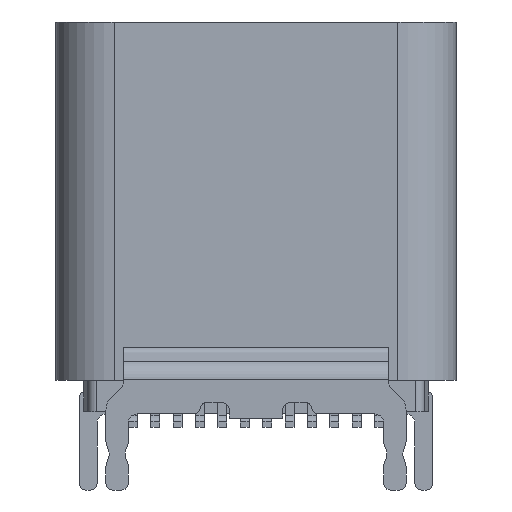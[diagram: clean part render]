
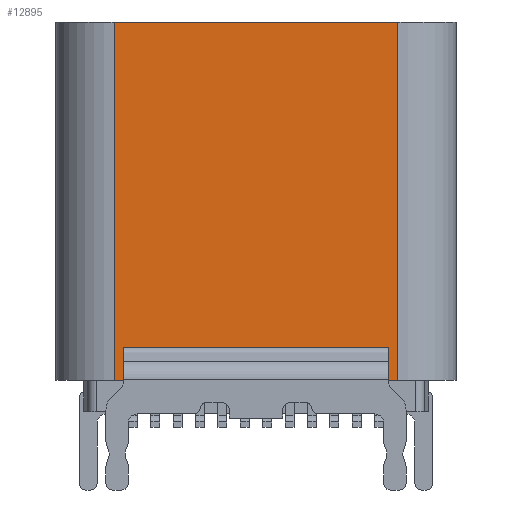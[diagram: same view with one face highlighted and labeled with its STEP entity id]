
A CAD part, front view. The second image highlights one B-rep face of the part: STEP entity #12895.
In plain terms, the highlighted planar face has unit normal (0, -1, 0).
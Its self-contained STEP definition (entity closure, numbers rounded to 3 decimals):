
#475=FACE_BOUND('',#2055,.T.);
#867=CIRCLE('',#13711,0.15);
#868=CIRCLE('',#13712,0.15);
#1339=FACE_OUTER_BOUND('',#2054,.T.);
#2054=EDGE_LOOP('',(#9179,#9180,#9181,#9182,#9183,#9184,#9185,#9186));
#2055=EDGE_LOOP('',(#9187,#9188,#9189,#9190,#9191,#9192));
#2733=LINE('',#18617,#4110);
#2833=LINE('',#18856,#4210);
#2837=LINE('',#18864,#4214);
#2945=LINE('',#19220,#4322);
#2946=LINE('',#19223,#4323);
#2947=LINE('',#19225,#4324);
#2948=LINE('',#19226,#4325);
#2949=LINE('',#19227,#4326);
#2950=LINE('',#19230,#4327);
#2951=LINE('',#19234,#4328);
#2952=LINE('',#19236,#4329);
#2953=LINE('',#19238,#4330);
#4110=VECTOR('',#14833,6.34);
#4210=VECTOR('',#14999,0.22);
#4214=VECTOR('',#15003,0.22);
#4322=VECTOR('',#15349,8.);
#4323=VECTOR('',#15352,0.308);
#4324=VECTOR('',#15353,5.9);
#4325=VECTOR('',#15354,0.308);
#4326=VECTOR('',#15355,8.);
#4327=VECTOR('',#15356,5.912);
#4328=VECTOR('',#15359,0.387);
#4329=VECTOR('',#15360,5.9);
#4330=VECTOR('',#15361,0.387);
#5496=VERTEX_POINT('',#18614);
#5497=VERTEX_POINT('',#18616);
#5602=VERTEX_POINT('',#18853);
#5603=VERTEX_POINT('',#18855);
#5606=VERTEX_POINT('',#18861);
#5607=VERTEX_POINT('',#18863);
#5717=VERTEX_POINT('',#19222);
#5718=VERTEX_POINT('',#19224);
#5719=VERTEX_POINT('',#19228);
#5720=VERTEX_POINT('',#19229);
#5721=VERTEX_POINT('',#19231);
#5722=VERTEX_POINT('',#19233);
#5723=VERTEX_POINT('',#19235);
#5724=VERTEX_POINT('',#19237);
#6750=EDGE_CURVE('',#5496,#5497,#2733,.T.);
#6869=EDGE_CURVE('',#5603,#5602,#2833,.T.);
#6873=EDGE_CURVE('',#5607,#5606,#2837,.T.);
#7044=EDGE_CURVE('',#5497,#5602,#2945,.T.);
#7045=EDGE_CURVE('',#5606,#5717,#2946,.T.);
#7046=EDGE_CURVE('',#5718,#5717,#2947,.T.);
#7047=EDGE_CURVE('',#5718,#5603,#2948,.T.);
#7048=EDGE_CURVE('',#5607,#5496,#2949,.T.);
#7049=EDGE_CURVE('',#5719,#5720,#2950,.T.);
#7050=EDGE_CURVE('',#5719,#5721,#867,.T.);
#7051=EDGE_CURVE('',#5721,#5722,#2951,.T.);
#7052=EDGE_CURVE('',#5722,#5723,#2952,.T.);
#7053=EDGE_CURVE('',#5723,#5724,#2953,.T.);
#7054=EDGE_CURVE('',#5724,#5720,#868,.T.);
#9179=ORIENTED_EDGE('',*,*,#6873,.T.);
#9180=ORIENTED_EDGE('',*,*,#7045,.T.);
#9181=ORIENTED_EDGE('',*,*,#7046,.F.);
#9182=ORIENTED_EDGE('',*,*,#7047,.T.);
#9183=ORIENTED_EDGE('',*,*,#6869,.T.);
#9184=ORIENTED_EDGE('',*,*,#7044,.F.);
#9185=ORIENTED_EDGE('',*,*,#6750,.F.);
#9186=ORIENTED_EDGE('',*,*,#7048,.F.);
#9187=ORIENTED_EDGE('',*,*,#7049,.F.);
#9188=ORIENTED_EDGE('',*,*,#7050,.T.);
#9189=ORIENTED_EDGE('',*,*,#7051,.T.);
#9190=ORIENTED_EDGE('',*,*,#7052,.T.);
#9191=ORIENTED_EDGE('',*,*,#7053,.T.);
#9192=ORIENTED_EDGE('',*,*,#7054,.T.);
#12442=PLANE('',#13710);
#12895=ADVANCED_FACE('',(#1339,#475),#12442,.F.);
#13710=AXIS2_PLACEMENT_3D('',#19221,#15350,#15351);
#13711=AXIS2_PLACEMENT_3D('',#19232,#15357,#15358);
#13712=AXIS2_PLACEMENT_3D('',#19239,#15362,#15363);
#14833=DIRECTION('',(1.,0.,0.));
#14999=DIRECTION('',(1.,0.,0.));
#15003=DIRECTION('',(1.,0.,0.));
#15349=DIRECTION('',(0.,0.,-1.));
#15350=DIRECTION('center_axis',(0.,1.,0.));
#15351=DIRECTION('ref_axis',(1.,0.,0.));
#15352=DIRECTION('',(0.,0.,1.));
#15353=DIRECTION('',(-1.,0.,0.));
#15354=DIRECTION('',(0.,0.,-1.));
#15355=DIRECTION('',(0.,0.,1.));
#15356=DIRECTION('',(-1.,0.,0.));
#15357=DIRECTION('center_axis',(0.,-1.,0.));
#15358=DIRECTION('ref_axis',(-0.96,0.,0.28));
#15359=DIRECTION('',(0.,0.,-1.));
#15360=DIRECTION('',(-1.,0.,0.));
#15361=DIRECTION('',(0.,0.,1.));
#15362=DIRECTION('center_axis',(0.,-1.,0.));
#15363=DIRECTION('ref_axis',(1.,0.,0.));
#18614=CARTESIAN_POINT('',(-3.17,-1.58,9.05));
#18616=CARTESIAN_POINT('',(3.17,-1.58,9.05));
#18617=CARTESIAN_POINT('',(-3.17,-1.58,9.05));
#18853=CARTESIAN_POINT('',(3.17,-1.58,1.05));
#18855=CARTESIAN_POINT('',(2.95,-1.58,1.05));
#18856=CARTESIAN_POINT('',(2.95,-1.58,1.05));
#18861=CARTESIAN_POINT('',(-2.95,-1.58,1.05));
#18863=CARTESIAN_POINT('',(-3.17,-1.58,1.05));
#18864=CARTESIAN_POINT('',(-3.17,-1.58,1.05));
#19220=CARTESIAN_POINT('',(3.17,-1.58,9.05));
#19221=CARTESIAN_POINT('Origin',(-3.17,-1.58,1.4));
#19222=CARTESIAN_POINT('',(-2.95,-1.58,1.358));
#19223=CARTESIAN_POINT('',(-2.95,-1.58,1.05));
#19224=CARTESIAN_POINT('',(2.95,-1.58,1.358));
#19225=CARTESIAN_POINT('',(2.95,-1.58,1.358));
#19226=CARTESIAN_POINT('',(2.95,-1.58,1.358));
#19227=CARTESIAN_POINT('',(-3.17,-1.58,1.05));
#19228=CARTESIAN_POINT('',(2.956,-1.58,1.792));
#19229=CARTESIAN_POINT('',(-2.956,-1.58,1.792));
#19230=CARTESIAN_POINT('',(2.956,-1.58,1.792));
#19231=CARTESIAN_POINT('',(2.95,-1.58,1.75));
#19232=CARTESIAN_POINT('Origin',(3.1,-1.58,1.75));
#19233=CARTESIAN_POINT('',(2.95,-1.58,1.363));
#19234=CARTESIAN_POINT('',(2.95,-1.58,1.75));
#19235=CARTESIAN_POINT('',(-2.95,-1.58,1.363));
#19236=CARTESIAN_POINT('',(2.95,-1.58,1.363));
#19237=CARTESIAN_POINT('',(-2.95,-1.58,1.75));
#19238=CARTESIAN_POINT('',(-2.95,-1.58,1.363));
#19239=CARTESIAN_POINT('Origin',(-3.1,-1.58,1.75));
